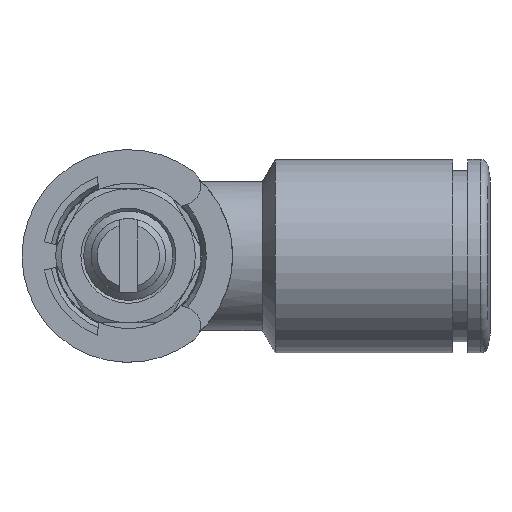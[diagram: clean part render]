
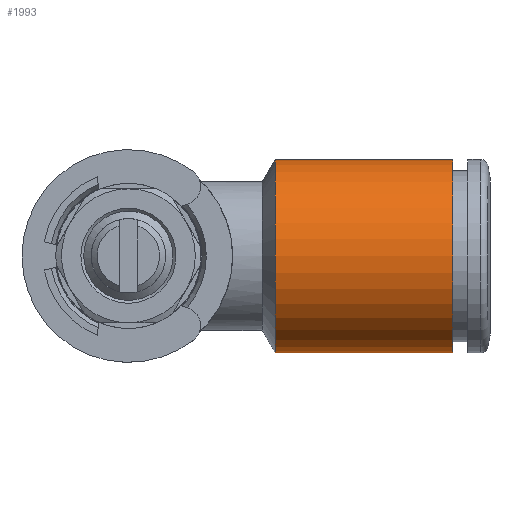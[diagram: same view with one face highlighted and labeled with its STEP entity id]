
A CAD part, top view. The second image highlights one B-rep face of the part: STEP entity #1993.
In plain terms, the highlighted cylindrical face has radius 6.5 mm (diameter 13 mm), a full revolution.
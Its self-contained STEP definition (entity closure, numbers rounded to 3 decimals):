
#394=FACE_BOUND('',#749,.T.);
#536=FACE_OUTER_BOUND('',#748,.T.);
#748=EDGE_LOOP('',(#1799));
#749=EDGE_LOOP('',(#1800));
#894=CIRCLE('',#2263,6.5);
#895=CIRCLE('',#2265,6.5);
#1081=VERTEX_POINT('',#4925);
#1082=VERTEX_POINT('',#4928);
#1325=EDGE_CURVE('',#1081,#1081,#894,.T.);
#1326=EDGE_CURVE('',#1082,#1082,#895,.T.);
#1799=ORIENTED_EDGE('',*,*,#1325,.T.);
#1800=ORIENTED_EDGE('',*,*,#1326,.F.);
#1859=CYLINDRICAL_SURFACE('',#2264,6.5);
#1993=ADVANCED_FACE('',(#536,#394),#1859,.T.);
#2263=AXIS2_PLACEMENT_3D('',#4926,#2870,#2871);
#2264=AXIS2_PLACEMENT_3D('',#4927,#2872,#2873);
#2265=AXIS2_PLACEMENT_3D('',#4929,#2874,#2875);
#2870=DIRECTION('center_axis',(1.,0.,0.));
#2871=DIRECTION('ref_axis',(0.,0.,-1.));
#2872=DIRECTION('center_axis',(1.,0.,0.));
#2873=DIRECTION('ref_axis',(0.,0.,-1.));
#2874=DIRECTION('center_axis',(1.,0.,0.));
#2875=DIRECTION('ref_axis',(0.,0.,-1.));
#4925=CARTESIAN_POINT('',(31.855,19.718,28.723));
#4926=CARTESIAN_POINT('Origin',(31.855,19.718,35.223));
#4927=CARTESIAN_POINT('Origin',(31.855,19.718,35.223));
#4928=CARTESIAN_POINT('',(43.789,19.718,28.723));
#4929=CARTESIAN_POINT('Origin',(43.789,19.718,35.223));
